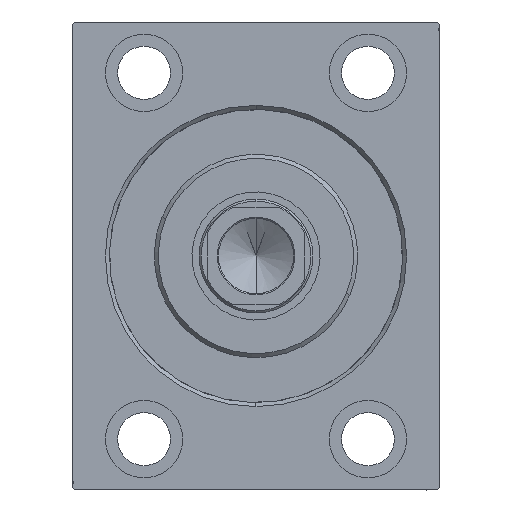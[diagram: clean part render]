
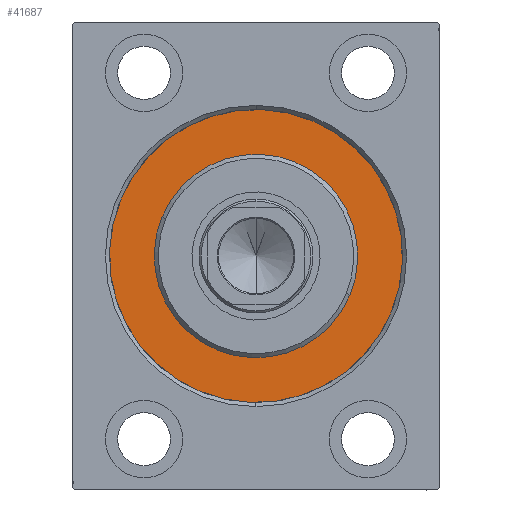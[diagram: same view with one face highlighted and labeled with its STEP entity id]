
A CAD part, left-side view. The second image highlights one B-rep face of the part: STEP entity #41687.
In plain terms, the highlighted face is planar.
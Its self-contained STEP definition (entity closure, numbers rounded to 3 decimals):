
#3144 = DIRECTION ( 'NONE',  ( -1., 0., 0. ) ) ;
#3273 = ORIENTED_EDGE ( 'NONE', *, *, #20044, .F. ) ;
#3740 = EDGE_CURVE ( 'NONE', #27619, #13052, #29572, .T. ) ;
#4461 = DIRECTION ( 'NONE',  ( 1., 0., 0. ) ) ;
#6873 = FACE_BOUND ( 'NONE', #42212, .T. ) ;
#7940 = EDGE_CURVE ( 'NONE', #13052, #27619, #28263, .T. ) ;
#10951 = ORIENTED_EDGE ( 'NONE', *, *, #3740, .F. ) ;
#11006 = VERTEX_POINT ( 'NONE', #37939 ) ;
#13052 = VERTEX_POINT ( 'NONE', #30787 ) ;
#13302 = DIRECTION ( 'NONE',  ( 0., 0., 1. ) ) ;
#15971 = DIRECTION ( 'NONE',  ( -1., 0., 0. ) ) ;
#18193 = CARTESIAN_POINT ( 'NONE',  ( 0., 0., 0. ) ) ;
#18485 = ORIENTED_EDGE ( 'NONE', *, *, #33910, .F. ) ;
#19471 = DIRECTION ( 'NONE',  ( -1., 0., 0. ) ) ;
#20044 = EDGE_CURVE ( 'NONE', #11006, #20938, #21394, .T. ) ;
#20938 = VERTEX_POINT ( 'NONE', #41259 ) ;
#21394 = CIRCLE ( 'NONE', #33414, 36. ) ;
#22572 = DIRECTION ( 'NONE',  ( 0., 0., 1. ) ) ;
#23978 = DIRECTION ( 'NONE',  ( 0., 0., 1. ) ) ;
#24421 = CARTESIAN_POINT ( 'NONE',  ( 0., 0., 25. ) ) ;
#25612 = AXIS2_PLACEMENT_3D ( 'NONE', #36730, #19471, #22572 ) ;
#26349 = CIRCLE ( 'NONE', #25612, 36. ) ;
#27619 = VERTEX_POINT ( 'NONE', #24421 ) ;
#28178 = DIRECTION ( 'NONE',  ( 0., 0., -1. ) ) ;
#28263 = CIRCLE ( 'NONE', #30390, 25. ) ;
#28870 = AXIS2_PLACEMENT_3D ( 'NONE', #18193, #4461, #28178 ) ;
#29572 = CIRCLE ( 'NONE', #28870, 25. ) ;
#30159 = FACE_OUTER_BOUND ( 'NONE', #33451, .T. ) ;
#30390 = AXIS2_PLACEMENT_3D ( 'NONE', #33075, #40158, #33731 ) ;
#30787 = CARTESIAN_POINT ( 'NONE',  ( 0., 0., -25. ) ) ;
#32070 = AXIS2_PLACEMENT_3D ( 'NONE', #43643, #15971, #13302 ) ;
#33075 = CARTESIAN_POINT ( 'NONE',  ( 0., 0., 0. ) ) ;
#33414 = AXIS2_PLACEMENT_3D ( 'NONE', #40153, #3144, #23978 ) ;
#33451 = EDGE_LOOP ( 'NONE', ( #3273, #18485 ) ) ;
#33731 = DIRECTION ( 'NONE',  ( 0., 0., -1. ) ) ;
#33910 = EDGE_CURVE ( 'NONE', #20938, #11006, #26349, .T. ) ;
#36730 = CARTESIAN_POINT ( 'NONE',  ( 0., 0., 0. ) ) ;
#37308 = ORIENTED_EDGE ( 'NONE', *, *, #7940, .F. ) ;
#37939 = CARTESIAN_POINT ( 'NONE',  ( 0., 0., -36. ) ) ;
#40153 = CARTESIAN_POINT ( 'NONE',  ( 0., 0., 0. ) ) ;
#40158 = DIRECTION ( 'NONE',  ( 1., 0., 0. ) ) ;
#41259 = CARTESIAN_POINT ( 'NONE',  ( 0., 0., 36. ) ) ;
#41687 = ADVANCED_FACE ( 'NONE', ( #6873, #30159 ), #43430, .F. ) ;
#42212 = EDGE_LOOP ( 'NONE', ( #10951, #37308 ) ) ;
#43430 = PLANE ( 'NONE',  #32070 ) ;
#43643 = CARTESIAN_POINT ( 'NONE',  ( 0., 0., 0. ) ) ;
